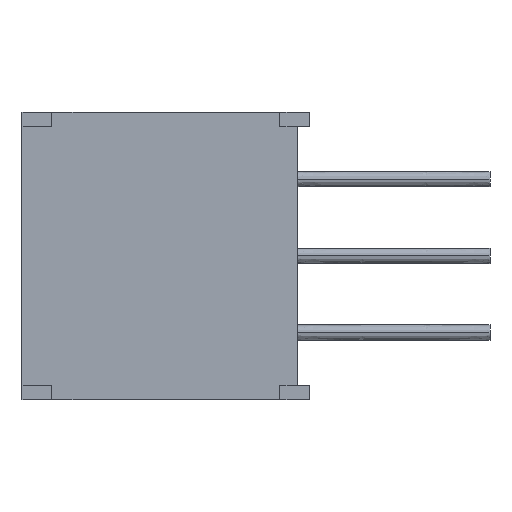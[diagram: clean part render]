
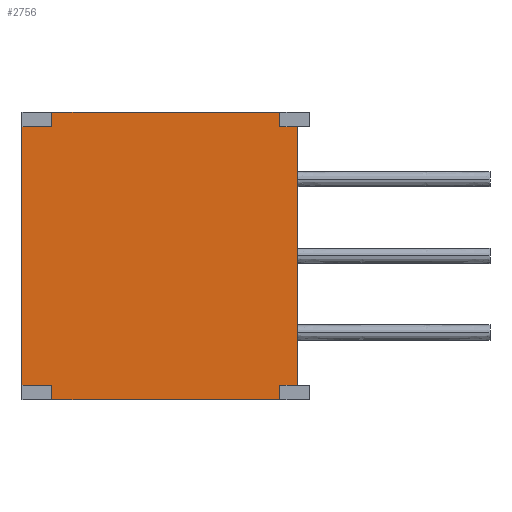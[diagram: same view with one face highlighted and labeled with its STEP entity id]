
A CAD part, top view. The second image highlights one B-rep face of the part: STEP entity #2756.
In plain terms, the highlighted free-form (B-spline) face has degree [1, 1] with [2, 2] control points.
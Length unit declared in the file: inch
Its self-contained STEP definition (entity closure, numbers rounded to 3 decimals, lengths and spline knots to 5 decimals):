
#15=DIRECTION('',(0.,1.,0.));
#16=VECTOR('',#15,0.337);
#17=CARTESIAN_POINT('',(0.174,-0.1685,0.));
#18=LINE('',#17,#16);
#23=DIRECTION('',(-1.,0.,0.));
#24=VECTOR('',#23,0.023);
#25=CARTESIAN_POINT('',(0.174,0.1685,0.));
#26=LINE('',#25,#24);
#27=DIRECTION('',(0.,1.,0.));
#28=VECTOR('',#27,0.019);
#29=CARTESIAN_POINT('',(0.151,0.1685,0.));
#30=LINE('',#29,#28);
#35=DIRECTION('',(-1.,0.,0.));
#36=VECTOR('',#35,0.297);
#37=CARTESIAN_POINT('',(0.151,0.1875,0.));
#38=LINE('',#37,#36);
#43=DIRECTION('',(0.,-1.,0.));
#44=VECTOR('',#43,0.019);
#45=CARTESIAN_POINT('',(-0.146,0.1875,0.));
#46=LINE('',#45,#44);
#51=DIRECTION('',(-1.,0.,0.));
#52=VECTOR('',#51,0.039);
#53=CARTESIAN_POINT('',(-0.146,0.1685,0.));
#54=LINE('',#53,#52);
#59=DIRECTION('',(0.,-1.,0.));
#60=VECTOR('',#59,0.337);
#61=CARTESIAN_POINT('',(-0.185,0.1685,0.));
#62=LINE('',#61,#60);
#71=DIRECTION('',(1.,0.,0.));
#72=VECTOR('',#71,0.039);
#73=CARTESIAN_POINT('',(-0.185,-0.1685,0.));
#74=LINE('',#73,#72);
#79=DIRECTION('',(0.,-1.,0.));
#80=VECTOR('',#79,0.019);
#81=CARTESIAN_POINT('',(-0.146,-0.1685,0.));
#82=LINE('',#81,#80);
#87=DIRECTION('',(1.,0.,0.));
#88=VECTOR('',#87,0.297);
#89=CARTESIAN_POINT('',(-0.146,-0.1875,0.));
#90=LINE('',#89,#88);
#99=DIRECTION('',(0.,1.,0.));
#100=VECTOR('',#99,0.019);
#101=CARTESIAN_POINT('',(0.151,-0.1875,0.));
#102=LINE('',#101,#100);
#111=DIRECTION('',(1.,0.,0.));
#112=VECTOR('',#111,0.023);
#113=CARTESIAN_POINT('',(0.151,-0.1685,0.));
#114=LINE('',#113,#112);
#2104=CARTESIAN_POINT('',(0.151,-0.1875,0.));
#2106=VERTEX_POINT('',#2104);
#2108=CARTESIAN_POINT('',(0.151,-0.1685,0.));
#2110=VERTEX_POINT('',#2108);
#2112=CARTESIAN_POINT('',(-0.185,-0.1685,0.));
#2114=VERTEX_POINT('',#2112);
#2116=CARTESIAN_POINT('',(-0.146,-0.1685,0.));
#2118=VERTEX_POINT('',#2116);
#2120=CARTESIAN_POINT('',(-0.146,-0.1875,0.));
#2122=VERTEX_POINT('',#2120);
#2123=CARTESIAN_POINT('',(-0.185,0.1685,0.));
#2124=VERTEX_POINT('',#2123);
#2125=CARTESIAN_POINT('',(-0.146,0.1875,0.));
#2126=VERTEX_POINT('',#2125);
#2127=CARTESIAN_POINT('',(-0.146,0.1685,0.));
#2128=VERTEX_POINT('',#2127);
#2129=CARTESIAN_POINT('',(0.151,0.1685,0.));
#2130=VERTEX_POINT('',#2129);
#2131=CARTESIAN_POINT('',(0.151,0.1875,0.));
#2132=VERTEX_POINT('',#2131);
#2173=CARTESIAN_POINT('',(0.174,-0.1685,0.));
#2174=VERTEX_POINT('',#2173);
#2175=CARTESIAN_POINT('',(0.174,0.1685,0.));
#2176=VERTEX_POINT('',#2175);
#2725=CARTESIAN_POINT('',(-0.19218,-0.195,0.));
#2726=CARTESIAN_POINT('',(-0.19218,0.195,0.));
#2727=CARTESIAN_POINT('',(0.18118,-0.195,0.));
#2728=CARTESIAN_POINT('',(0.18118,0.195,0.));
#2729=B_SPLINE_SURFACE_WITH_KNOTS('',1,1,((#2725,#2726),(#2727,#2728)),
.UNSPECIFIED.,.F.,.F.,.F.,(2,2),(2,2),(-0.18668,0.18668),(-0.195,0.195),
.UNSPECIFIED.);
#2731=ORIENTED_EDGE('',*,*,#2730,.F.);
#2733=ORIENTED_EDGE('',*,*,#2732,.F.);
#2735=ORIENTED_EDGE('',*,*,#2734,.F.);
#2737=ORIENTED_EDGE('',*,*,#2736,.F.);
#2739=ORIENTED_EDGE('',*,*,#2738,.F.);
#2741=ORIENTED_EDGE('',*,*,#2740,.F.);
#2743=ORIENTED_EDGE('',*,*,#2742,.F.);
#2745=ORIENTED_EDGE('',*,*,#2744,.F.);
#2747=ORIENTED_EDGE('',*,*,#2746,.F.);
#2749=ORIENTED_EDGE('',*,*,#2748,.F.);
#2751=ORIENTED_EDGE('',*,*,#2750,.F.);
#2753=ORIENTED_EDGE('',*,*,#2752,.F.);
#2754=EDGE_LOOP('',(#2731,#2733,#2735,#2737,#2739,#2741,#2743,#2745,#2747,#2749,
#2751,#2753));
#2755=FACE_OUTER_BOUND('',#2754,.F.);
#2756=ADVANCED_FACE('',(#2755),#2729,.T.);
#2730=EDGE_CURVE('',#2174,#2176,#18,.T.);
#2732=EDGE_CURVE('',#2110,#2174,#114,.T.);
#2734=EDGE_CURVE('',#2106,#2110,#102,.T.);
#2736=EDGE_CURVE('',#2122,#2106,#90,.T.);
#2738=EDGE_CURVE('',#2118,#2122,#82,.T.);
#2740=EDGE_CURVE('',#2114,#2118,#74,.T.);
#2742=EDGE_CURVE('',#2124,#2114,#62,.T.);
#2744=EDGE_CURVE('',#2128,#2124,#54,.T.);
#2746=EDGE_CURVE('',#2126,#2128,#46,.T.);
#2748=EDGE_CURVE('',#2132,#2126,#38,.T.);
#2750=EDGE_CURVE('',#2130,#2132,#30,.T.);
#2752=EDGE_CURVE('',#2176,#2130,#26,.T.);
